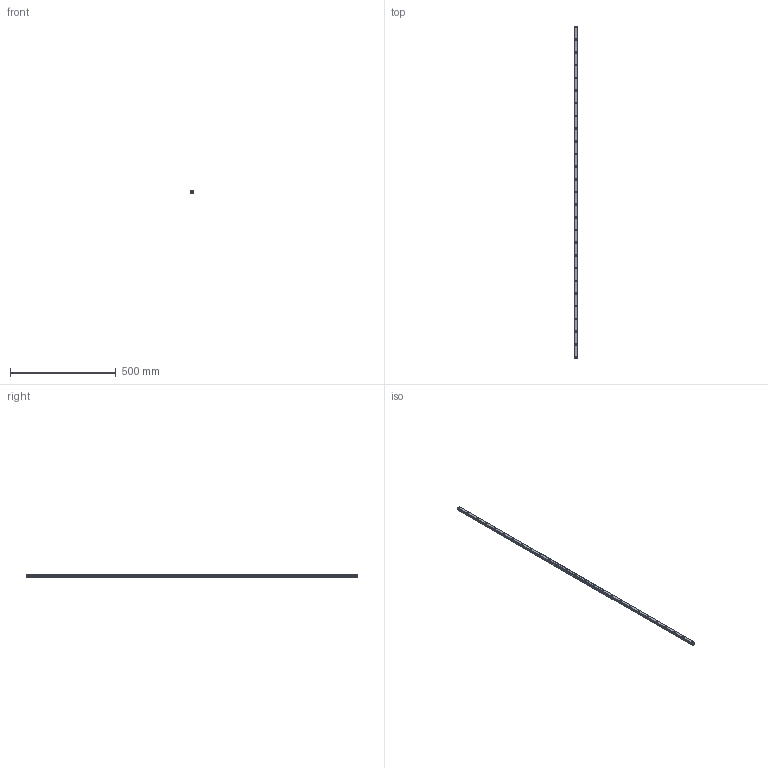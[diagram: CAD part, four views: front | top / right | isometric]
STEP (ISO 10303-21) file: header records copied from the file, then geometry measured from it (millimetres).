
FILE_DESCRIPTION(('STEP AP214'),'1');
FILE_NAME('cctmp_10DE1857-393A-42DF-B904-89D8D35FC132_2021_02_03_12_02_47_0185..stp','2021-02-03T11:02:47',('HIWIN GmbH'),('CADClick - www.CADClick.com'),'Spatial InterOp 3D',' ','unknown authorization');
FILE_SCHEMA(('AUTOMOTIVE_DESIGN'));
Length unit declared in the file: millimetre
Products named in the file (1): EGR15U1570C_FILE
Bounding box: 15 x 1570 x 12.5 mm (x, y, z)
Volume: 249834.2 mm3; surface area: 95983.9 mm2
Topology: 1 solids, 1 shells, 373 faces, 939 edges, 626 vertices
Faces by surface type: plane 193, cylinder 180
Entity records: 14409 total; most frequent: DIRECTION 2155, CARTESIAN_POINT 1939, ORIENTED_EDGE 1878, EDGE_CURVE 939, AXIS2_PLACEMENT_3D 842, VERTEX_POINT 626, LINE 471, VECTOR 471
